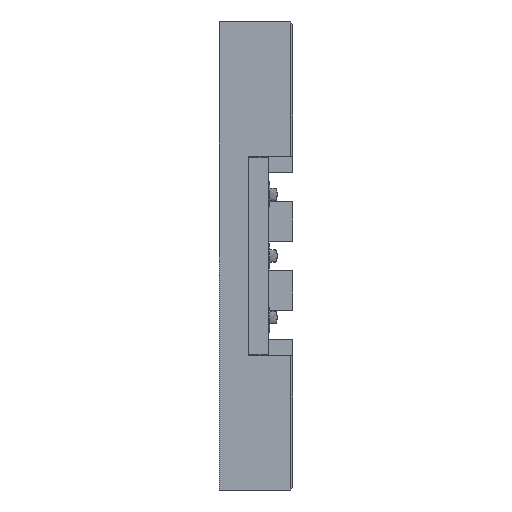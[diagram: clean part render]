
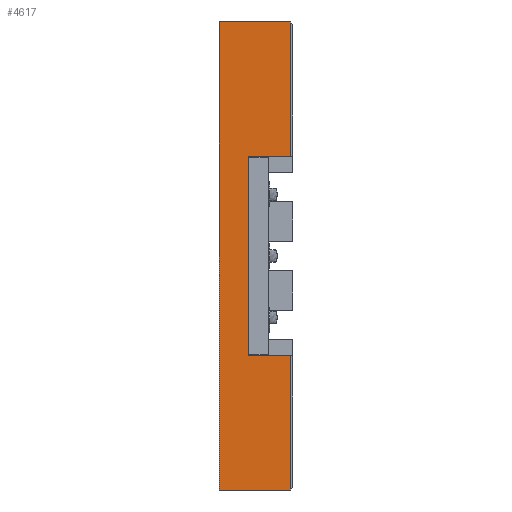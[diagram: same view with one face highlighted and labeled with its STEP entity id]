
A CAD part, left-side view. The second image highlights one B-rep face of the part: STEP entity #4617.
In plain terms, the highlighted planar face has unit normal (-1, 0, 0).
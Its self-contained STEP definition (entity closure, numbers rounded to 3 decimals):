
#260 = CARTESIAN_POINT ( 'NONE',  ( -2.745, 0.722, 49.975 ) ) ;
#331 = CARTESIAN_POINT ( 'NONE',  ( -2.745, 0.722, 55.425 ) ) ;
#371 = ORIENTED_EDGE ( 'NONE', *, *, #3416, .T. ) ;
#413 = VECTOR ( 'NONE', #792, 1000. ) ;
#489 = VECTOR ( 'NONE', #3876, 1000. ) ;
#542 = ORIENTED_EDGE ( 'NONE', *, *, #1274, .T. ) ;
#596 = EDGE_LOOP ( 'NONE', ( #371, #542, #1970, #651, #1198, #2612, #1097, #3555 ) ) ;
#651 = ORIENTED_EDGE ( 'NONE', *, *, #4305, .T. ) ;
#758 = VECTOR ( 'NONE', #1553, 1000. ) ;
#775 = VECTOR ( 'NONE', #2870, 1000. ) ;
#788 = CARTESIAN_POINT ( 'NONE',  ( -2.745, 3.622, 36.425 ) ) ;
#792 = DIRECTION ( 'NONE',  ( 0., -1., 0. ) ) ;
#882 = LINE ( 'NONE', #3016, #4859 ) ;
#966 = CARTESIAN_POINT ( 'NONE',  ( -2.745, 2.422, 41.875 ) ) ;
#1097 = ORIENTED_EDGE ( 'NONE', *, *, #4039, .F. ) ;
#1138 = LINE ( 'NONE', #1666, #775 ) ;
#1198 = ORIENTED_EDGE ( 'NONE', *, *, #4011, .F. ) ;
#1234 = CARTESIAN_POINT ( 'NONE',  ( -2.745, 2.422, 41.875 ) ) ;
#1274 = EDGE_CURVE ( 'NONE', #2819, #5031, #1138, .T. ) ;
#1322 = LINE ( 'NONE', #3085, #413 ) ;
#1440 = VERTEX_POINT ( 'NONE', #1783 ) ;
#1536 = DIRECTION ( 'NONE',  ( 0., 0., -1. ) ) ;
#1553 = DIRECTION ( 'NONE',  ( 0., 1., 0. ) ) ;
#1585 = VERTEX_POINT ( 'NONE', #3354 ) ;
#1592 = DIRECTION ( 'NONE',  ( 1., 0., 0. ) ) ;
#1657 = LINE ( 'NONE', #4279, #2543 ) ;
#1666 = CARTESIAN_POINT ( 'NONE',  ( -2.745, 0.722, 55.425 ) ) ;
#1732 = CARTESIAN_POINT ( 'NONE',  ( -2.745, 2.422, 49.975 ) ) ;
#1754 = EDGE_CURVE ( 'NONE', #5031, #1440, #1657, .T. ) ;
#1759 = VERTEX_POINT ( 'NONE', #788 ) ;
#1783 = CARTESIAN_POINT ( 'NONE',  ( -2.745, 3.622, 55.425 ) ) ;
#1786 = LINE ( 'NONE', #1981, #758 ) ;
#1791 = EDGE_CURVE ( 'NONE', #2726, #3102, #1829, .T. ) ;
#1829 = LINE ( 'NONE', #5027, #489 ) ;
#1919 = LINE ( 'NONE', #966, #4494 ) ;
#1931 = PLANE ( 'NONE',  #3994 ) ;
#1948 = DIRECTION ( 'NONE',  ( 0., -1., 0. ) ) ;
#1970 = ORIENTED_EDGE ( 'NONE', *, *, #1754, .T. ) ;
#1981 = CARTESIAN_POINT ( 'NONE',  ( -2.745, 0.622, 36.425 ) ) ;
#2147 = CARTESIAN_POINT ( 'NONE',  ( -2.745, 0.722, 41.875 ) ) ;
#2360 = VECTOR ( 'NONE', #4994, 1000. ) ;
#2543 = VECTOR ( 'NONE', #3827, 1000. ) ;
#2612 = ORIENTED_EDGE ( 'NONE', *, *, #3420, .T. ) ;
#2726 = VERTEX_POINT ( 'NONE', #1732 ) ;
#2754 = VERTEX_POINT ( 'NONE', #2147 ) ;
#2819 = VERTEX_POINT ( 'NONE', #260 ) ;
#2870 = DIRECTION ( 'NONE',  ( 0., 0., 1. ) ) ;
#3016 = CARTESIAN_POINT ( 'NONE',  ( -2.745, 3.622, 55.425 ) ) ;
#3085 = CARTESIAN_POINT ( 'NONE',  ( -2.745, 2.422, 49.975 ) ) ;
#3102 = VERTEX_POINT ( 'NONE', #1234 ) ;
#3122 = FACE_OUTER_BOUND ( 'NONE', #596, .T. ) ;
#3239 = DIRECTION ( 'NONE',  ( 0., -1., 0. ) ) ;
#3354 = CARTESIAN_POINT ( 'NONE',  ( -2.745, 0.722, 36.425 ) ) ;
#3416 = EDGE_CURVE ( 'NONE', #2726, #2819, #1322, .T. ) ;
#3420 = EDGE_CURVE ( 'NONE', #1585, #2754, #5026, .T. ) ;
#3555 = ORIENTED_EDGE ( 'NONE', *, *, #1791, .F. ) ;
#3827 = DIRECTION ( 'NONE',  ( 0., 1., 0. ) ) ;
#3832 = CARTESIAN_POINT ( 'NONE',  ( -2.745, 0.722, 41.875 ) ) ;
#3876 = DIRECTION ( 'NONE',  ( 0., 0., -1. ) ) ;
#3878 = CARTESIAN_POINT ( 'NONE',  ( -2.745, 0.622, 55.425 ) ) ;
#3994 = AXIS2_PLACEMENT_3D ( 'NONE', #3878, #1592, #1948 ) ;
#4011 = EDGE_CURVE ( 'NONE', #1585, #1759, #1786, .T. ) ;
#4039 = EDGE_CURVE ( 'NONE', #3102, #2754, #1919, .T. ) ;
#4279 = CARTESIAN_POINT ( 'NONE',  ( -2.745, 0.622, 55.425 ) ) ;
#4305 = EDGE_CURVE ( 'NONE', #1440, #1759, #882, .T. ) ;
#4494 = VECTOR ( 'NONE', #3239, 1000. ) ;
#4617 = ADVANCED_FACE ( 'NONE', ( #3122 ), #1931, .F. ) ;
#4859 = VECTOR ( 'NONE', #1536, 1000. ) ;
#4994 = DIRECTION ( 'NONE',  ( 0., 0., 1. ) ) ;
#5026 = LINE ( 'NONE', #3832, #2360 ) ;
#5027 = CARTESIAN_POINT ( 'NONE',  ( -2.745, 2.422, 49.975 ) ) ;
#5031 = VERTEX_POINT ( 'NONE', #331 ) ;
